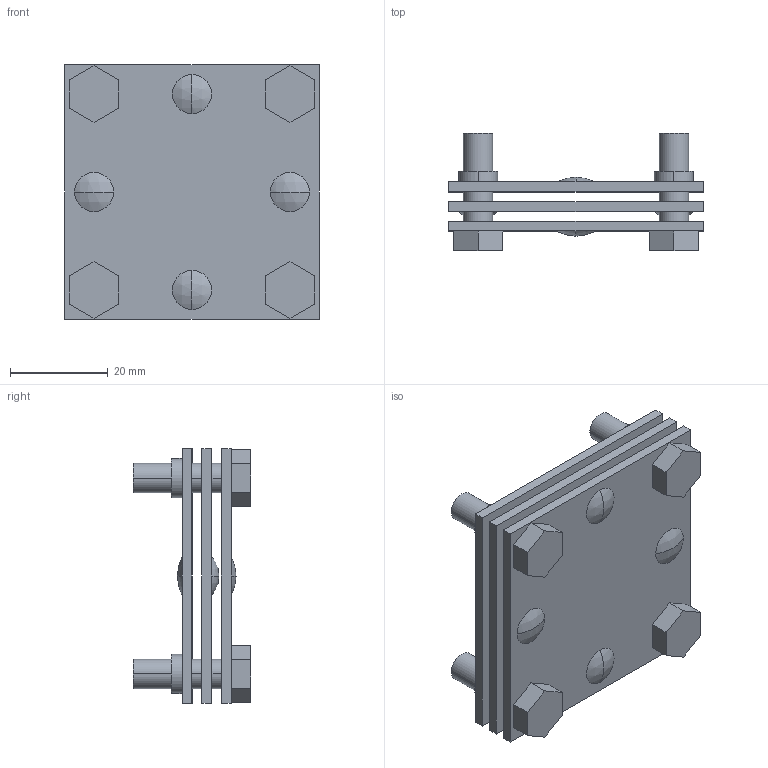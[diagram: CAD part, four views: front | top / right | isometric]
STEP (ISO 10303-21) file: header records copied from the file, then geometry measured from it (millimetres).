
FILE_DESCRIPTION (( 'STEP AP214' ), '1' );
FILE_NAME ('5314518.STEP', '2025-01-22T10:17:02', ( '' ), ( '' ), 'SwSTEP 2.0', 'SolidWorks 2024', '' );
FILE_SCHEMA (( 'AUTOMOTIVE_DESIGN' ));
Length unit declared in the file: millimetre
Products named in the file (5): 0073681; 0073791; 020302_ähnlich ISO 4017 - M6 x 20mit Schitz; 5314518; 0073792
Assembly tree (7 placements, depth 2):
  5314518
    0073792
    0073681
    0073791
    020302_ähnlich ISO 4017 - M6 x 20mit Schitz  x4
Bounding box: 52 x 24 x 52 mm (x, y, z)
Volume: 19451.7 mm3; surface area: 20376.2 mm2
Topology: 7 solids, 7 shells, 138 faces, 308 edges, 212 vertices
Faces by surface type: plane 58, cylinder 40, sphere 40
Entity records: 3264 total; most frequent: DIRECTION 614, CARTESIAN_POINT 515, ORIENTED_EDGE 472, AXIS2_PLACEMENT_3D 263, EDGE_CURVE 236, VERTEX_POINT 164, EDGE_LOOP 154, CIRCLE 148
